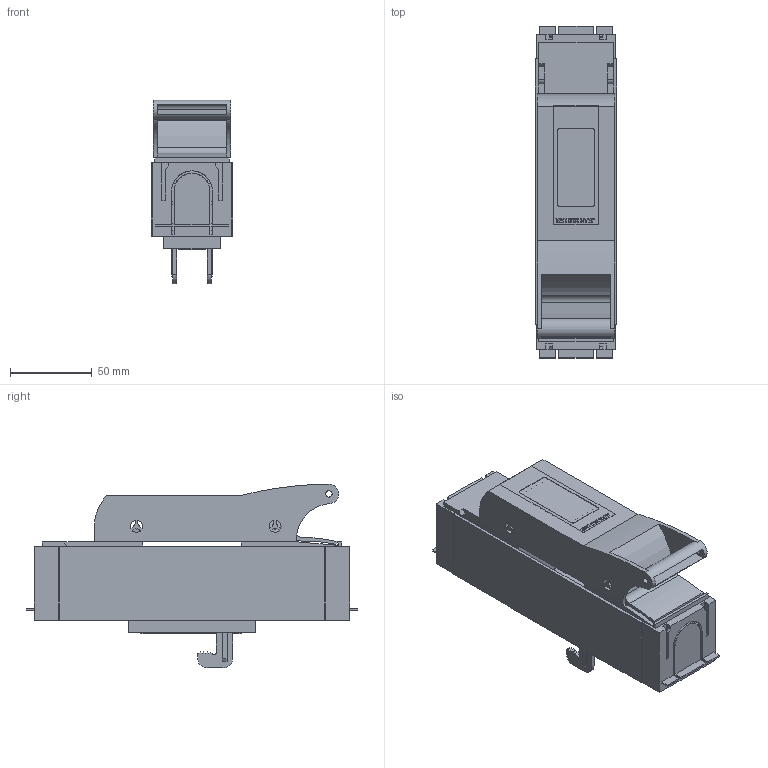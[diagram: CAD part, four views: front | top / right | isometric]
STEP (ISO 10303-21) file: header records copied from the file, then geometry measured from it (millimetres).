
FILE_DESCRIPTION(('CATIA V5 STEP'),'2;1');
FILE_NAME('T0630_01_L_KETO-00-1_SK_Au_Sammelschienen-Klemmung.stp','2015-08-19T10:53:20+00:00',('none'),('Jean Müller GmbH'),'CATIA Version 5 Release 19 SP 9 (IN-10)','CATIA V5 STEP AP214','none');
FILE_SCHEMA(('AUTOMOTIVE_DESIGN { 1 0 10303 214 1 1 1 1 }'));
Length unit declared in the file: millimetre
Products named in the file (12): T0630_01_L_KETO-00-1/SK/Au; 34207_L_Scheibe Gr00; 153126_L01_Federkontakt Gr00; 34174_01_L_Gehaeuse Gr00_SSS_einpolig; 34175_L_Abdeckung oben Gr00-1-polig; 34176_L_Abdeckung unten Gr00_1-polig; 34199_L_Frontplatte Gr00_1-polig; 158140_Verbindungswinkel; 66002_Gewindestift DIN 915 M8x16; 59372_nicht_benutzen Klemmbuegel; 67426_Selbstformende Schraube; 65716_Sechskantschraube mit Ring M8x16_Z4_DIN933
Assembly tree (12 placements, depth 2):
  T0630_01_L_KETO-00-1/SK/Au
    34207_L_Scheibe Gr00
    153126_L01_Federkontakt Gr00  x2
    34174_01_L_Gehaeuse Gr00_SSS_einpolig
    34175_L_Abdeckung oben Gr00-1-polig
    34176_L_Abdeckung unten Gr00_1-polig
    34199_L_Frontplatte Gr00_1-polig
    158140_Verbindungswinkel
    66002_Gewindestift DIN 915 M8x16
    59372_nicht_benutzen Klemmbuegel
    67426_Selbstformende Schraube
    65716_Sechskantschraube mit Ring M8x16_Z4_DIN933
Bounding box: 50 x 203.68 x 112.77 mm (x, y, z)
Volume: 369056.9 mm3; surface area: 141214.3 mm2
Topology: 12 solids, 12 shells, 1284 faces, 3758 edges, 2537 vertices
Faces by surface type: plane 1093, cylinder 167, cone 22, torus 2
Entity records: 40393 total; most frequent: ORIENTED_EDGE 7274, CARTESIAN_POINT 7207, DIRECTION 5439, EDGE_CURVE 3637, VECTOR 3189, LINE 3189, VERTEX_POINT 2456, AXIS2_PLACEMENT_3D 1330
